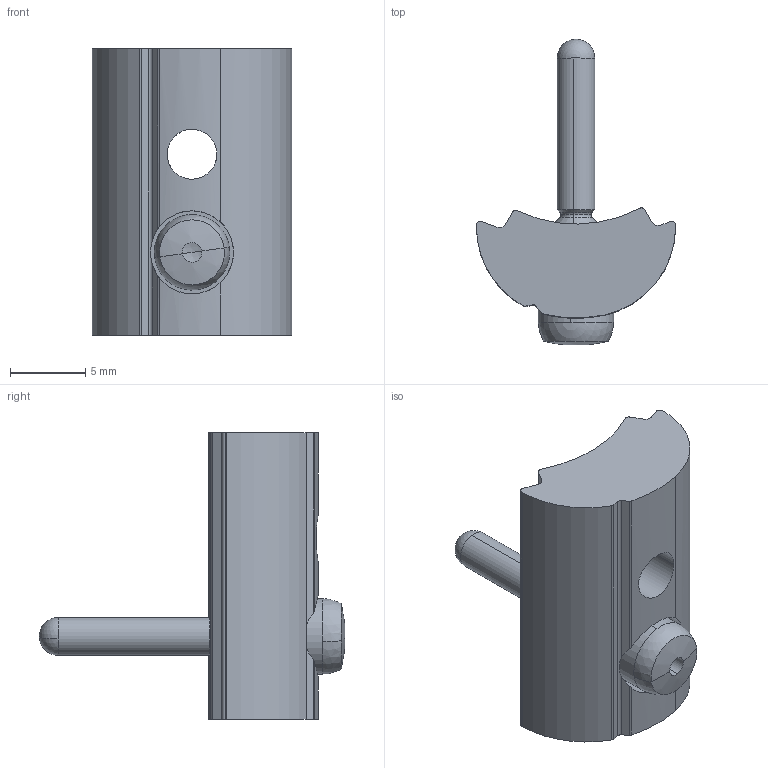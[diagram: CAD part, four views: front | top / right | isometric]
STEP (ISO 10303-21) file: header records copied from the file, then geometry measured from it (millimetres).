
FILE_DESCRIPTION (( 'STEP AP214' ), '1' );
FILE_NAME ('M4x0.7 20mm 1-Hole Roll-In Std Nut wFriction Spring & Handle Kit(40HSN-3307-001-01).STEP', '2025-04-07T15:56:35', ( '' ), ( '' ), 'SwSTEP 2.0', 'SolidWorks 2020', '' );
FILE_SCHEMA (( 'AUTOMOTIVE_DESIGN' ));
Length unit declared in the file: millimetre
Products named in the file (1): M4x0.7 20mm 1-Hole Roll-In Std Nut wFriction Spring & Handle Kit(40HSN-3307-001-01)
Bounding box: 13.2 x 20.25 x 19 mm (x, y, z)
Volume: 1341.2 mm3; surface area: 1147 mm2
Topology: 2 solids, 2 shells, 60 faces, 157 edges, 98 vertices
Faces by surface type: cylinder 29, plane 13, sphere 8, cone 6, torus 4
Entity records: 2738 total; most frequent: CARTESIAN_POINT 536, DIRECTION 335, ORIENTED_EDGE 306, EDGE_CURVE 153, AXIS2_PLACEMENT_3D 137, VERTEX_POINT 98, CIRCLE 76, EDGE_LOOP 65
